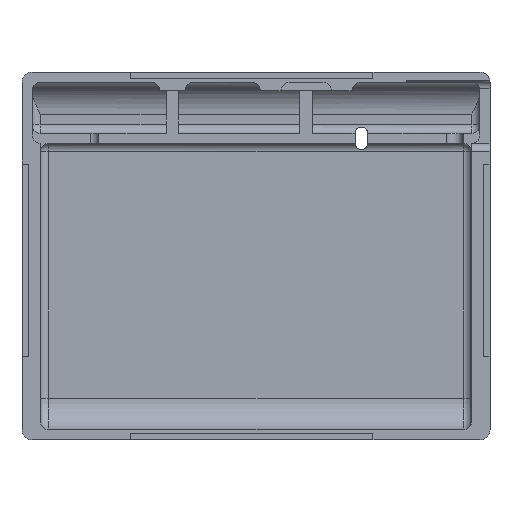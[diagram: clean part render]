
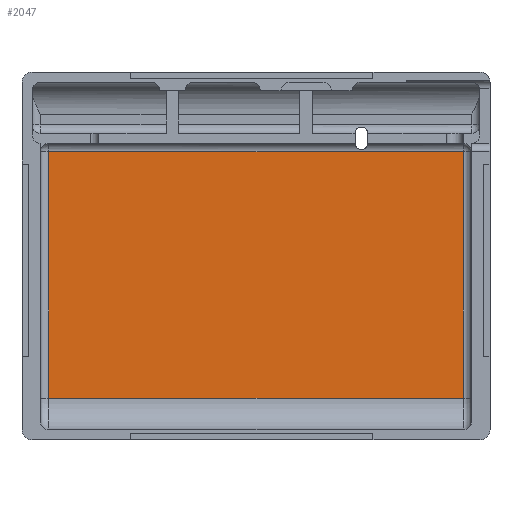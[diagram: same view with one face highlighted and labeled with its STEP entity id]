
A CAD part, top view. The second image highlights one B-rep face of the part: STEP entity #2047.
In plain terms, the highlighted planar face has unit normal (0, 0, 1).
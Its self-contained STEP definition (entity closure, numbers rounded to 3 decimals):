
#67=PLANE('',#2217);
#158=FACE_OUTER_BOUND('',#271,.T.);
#271=EDGE_LOOP('',(#1684,#1685,#1686,#1687));
#375=LINE('',#3061,#589);
#468=LINE('',#3404,#682);
#474=LINE('',#3432,#688);
#478=LINE('',#3439,#692);
#589=VECTOR('',#2391,10.);
#682=VECTOR('',#2634,10.);
#688=VECTOR('',#2670,10.);
#692=VECTOR('',#2680,10.);
#879=VERTEX_POINT('',#3058);
#880=VERTEX_POINT('',#3060);
#979=VERTEX_POINT('',#3402);
#986=VERTEX_POINT('',#3427);
#1087=EDGE_CURVE('',#879,#880,#375,.T.);
#1227=EDGE_CURVE('',#979,#879,#468,.T.);
#1242=EDGE_CURVE('',#880,#986,#474,.T.);
#1246=EDGE_CURVE('',#986,#979,#478,.T.);
#1684=ORIENTED_EDGE('',*,*,#1242,.F.);
#1685=ORIENTED_EDGE('',*,*,#1087,.F.);
#1686=ORIENTED_EDGE('',*,*,#1227,.F.);
#1687=ORIENTED_EDGE('',*,*,#1246,.F.);
#2047=ADVANCED_FACE('',(#158),#67,.T.);
#2217=AXIS2_PLACEMENT_3D('',#3438,#2678,#2679);
#2391=DIRECTION('',(1.,0.,0.));
#2634=DIRECTION('',(0.,1.,0.));
#2670=DIRECTION('',(0.,-1.,0.));
#2678=DIRECTION('center_axis',(0.,0.,1.));
#2679=DIRECTION('ref_axis',(1.,0.,0.));
#2680=DIRECTION('',(-1.,0.,0.));
#3058=CARTESIAN_POINT('',(3.2,34.5,0.8));
#3060=CARTESIAN_POINT('',(52.8,34.5,0.8));
#3061=CARTESIAN_POINT('',(14.6,34.5,0.8));
#3402=CARTESIAN_POINT('',(3.2,5.,0.8));
#3404=CARTESIAN_POINT('',(3.2,20.175,0.8));
#3427=CARTESIAN_POINT('',(52.8,5.,0.8));
#3432=CARTESIAN_POINT('',(52.8,20.175,0.8));
#3438=CARTESIAN_POINT('Origin',(28.,22.,0.8));
#3439=CARTESIAN_POINT('',(14.,5.,0.8));
